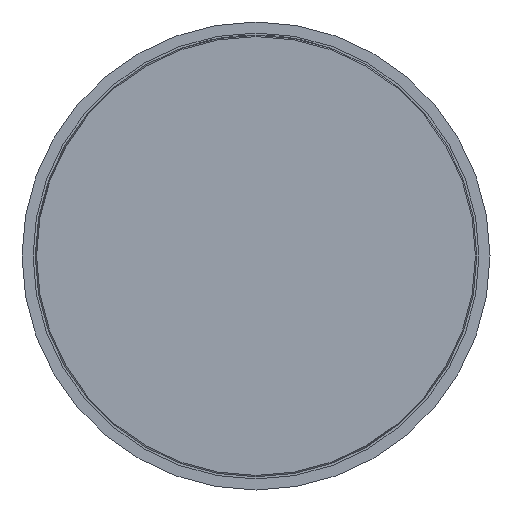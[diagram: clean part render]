
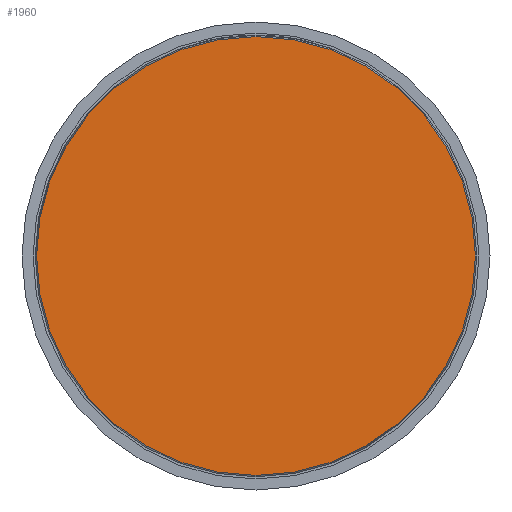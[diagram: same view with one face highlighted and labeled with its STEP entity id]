
A CAD part, front view. The second image highlights one B-rep face of the part: STEP entity #1960.
In plain terms, the highlighted planar face has unit normal (0, -1, 0).
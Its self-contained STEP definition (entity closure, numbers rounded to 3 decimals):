
#335 = CIRCLE ( 'NONE', #545, 2.485 ) ;
#545 = AXIS2_PLACEMENT_3D ( 'NONE', #939, #2345, #3416 ) ;
#832 = EDGE_CURVE ( 'Defeature ausgef�hrt2_7+Defeature ausgef�hrt2_8+Defeature ausgef�hrt2_8+Defeature ausgef�hrt2_8', #3260, #2330, #2971, .T. ) ;
#939 = CARTESIAN_POINT ( 'NONE',  ( 0., -22., 0. ) ) ;
#962 = ORIENTED_EDGE ( 'NONE', *, *, #1611, .F. ) ;
#1318 = PLANE ( 'NONE',  #2457 ) ;
#1561 = DIRECTION ( 'NONE',  ( 0., 0., 1. ) ) ;
#1579 = DIRECTION ( 'NONE',  ( 0., 1., 0. ) ) ;
#1611 = EDGE_CURVE ( 'Defeature ausgef�hrt2_7+Defeature ausgef�hrt2_8+Defeature ausgef�hrt2_8+Defeature ausgef�hrt2_8', #2330, #3260, #335, .T. ) ;
#1866 = DIRECTION ( 'NONE',  ( 0., 1., 0. ) ) ;
#1960 = ADVANCED_FACE ( 'Defeature ausgef�hrt2_8', ( #2711 ), #1318, .F. ) ;
#2330 = VERTEX_POINT ( 'NONE', #3090 ) ;
#2345 = DIRECTION ( 'NONE',  ( 0., 1., 0. ) ) ;
#2457 = AXIS2_PLACEMENT_3D ( 'NONE', #3229, #1579, #1561 ) ;
#2494 = CARTESIAN_POINT ( 'NONE',  ( 0., -22., -2.485 ) ) ;
#2711 = FACE_OUTER_BOUND ( 'NONE', #3340, .T. ) ;
#2938 = AXIS2_PLACEMENT_3D ( 'NONE', #3495, #1866, #3202 ) ;
#2971 = CIRCLE ( 'NONE', #2938, 2.485 ) ;
#3008 = ORIENTED_EDGE ( 'NONE', *, *, #832, .F. ) ;
#3090 = CARTESIAN_POINT ( 'NONE',  ( 0., -22., 2.485 ) ) ;
#3202 = DIRECTION ( 'NONE',  ( 0., 0., 1. ) ) ;
#3229 = CARTESIAN_POINT ( 'NONE',  ( 0., -22., 0. ) ) ;
#3260 = VERTEX_POINT ( 'NONE', #2494 ) ;
#3340 = EDGE_LOOP ( 'NONE', ( #962, #3008 ) ) ;
#3416 = DIRECTION ( 'NONE',  ( 0., 0., 1. ) ) ;
#3495 = CARTESIAN_POINT ( 'NONE',  ( 0., -22., 0. ) ) ;
